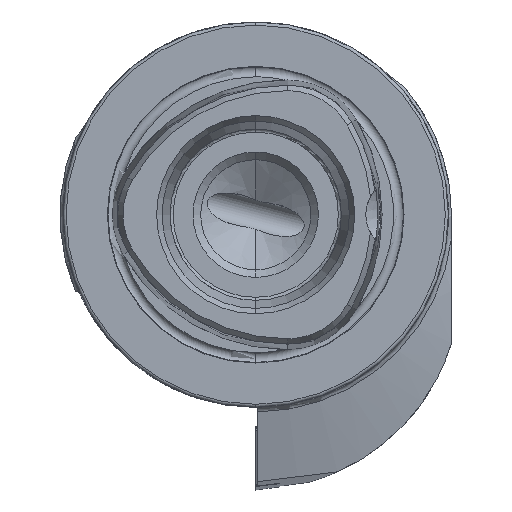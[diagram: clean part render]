
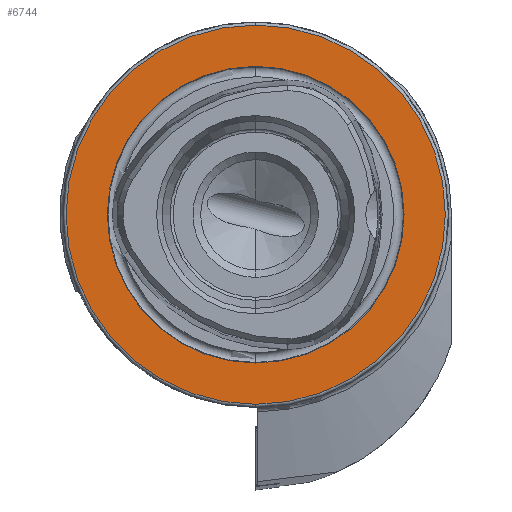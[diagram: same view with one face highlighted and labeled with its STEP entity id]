
A CAD part, left-side view. The second image highlights one B-rep face of the part: STEP entity #6744.
In plain terms, the highlighted planar face has unit normal (-1, 0, 0).
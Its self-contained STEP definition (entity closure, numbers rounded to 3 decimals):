
#46 = CARTESIAN_POINT ( 'NONE',  ( 0., 0., 0. ) ) ;
#264 = VERTEX_POINT ( 'NONE', #7242 ) ;
#466 = ORIENTED_EDGE ( 'NONE', *, *, #1529, .T. ) ;
#516 = EDGE_LOOP ( 'NONE', ( #11595, #6223 ) ) ;
#858 = FACE_BOUND ( 'NONE', #516, .T. ) ;
#980 = CIRCLE ( 'NONE', #11174, 31. ) ;
#1164 = FACE_OUTER_BOUND ( 'NONE', #2622, .T. ) ;
#1177 = DIRECTION ( 'NONE',  ( 0., 0., 1. ) ) ;
#1255 = CARTESIAN_POINT ( 'NONE',  ( 0., 0., 31. ) ) ;
#1304 = AXIS2_PLACEMENT_3D ( 'NONE', #1827, #5701, #8764 ) ;
#1529 = EDGE_CURVE ( 'NONE', #5303, #11107, #7600, .T. ) ;
#1551 = DIRECTION ( 'NONE',  ( 0., 0., 1. ) ) ;
#1749 = CARTESIAN_POINT ( 'NONE',  ( 0., 0., 24.25 ) ) ;
#1827 = CARTESIAN_POINT ( 'NONE',  ( 0., 0., 0. ) ) ;
#2622 = EDGE_LOOP ( 'NONE', ( #7719, #466 ) ) ;
#3774 = CARTESIAN_POINT ( 'NONE',  ( 0., 0., 0. ) ) ;
#4023 = DIRECTION ( 'NONE',  ( -1., 0., 0. ) ) ;
#4309 = AXIS2_PLACEMENT_3D ( 'NONE', #6694, #7470, #1551 ) ;
#4461 = AXIS2_PLACEMENT_3D ( 'NONE', #46, #4023, #8006 ) ;
#4871 = PLANE ( 'NONE',  #10811 ) ;
#5303 = VERTEX_POINT ( 'NONE', #6993 ) ;
#5701 = DIRECTION ( 'NONE',  ( -1., 0., 0. ) ) ;
#6223 = ORIENTED_EDGE ( 'NONE', *, *, #10034, .F. ) ;
#6694 = CARTESIAN_POINT ( 'NONE',  ( 0., 0., 0. ) ) ;
#6744 = ADVANCED_FACE ( 'NONE', ( #858, #1164 ), #4871, .F. ) ;
#6876 = CARTESIAN_POINT ( 'NONE',  ( 0., 24.25, 0. ) ) ;
#6993 = CARTESIAN_POINT ( 'NONE',  ( 0., 0., -31. ) ) ;
#7172 = VERTEX_POINT ( 'NONE', #1749 ) ;
#7242 = CARTESIAN_POINT ( 'NONE',  ( 0., 0., -24.25 ) ) ;
#7470 = DIRECTION ( 'NONE',  ( -1., 0., 0. ) ) ;
#7600 = CIRCLE ( 'NONE', #1304, 31. ) ;
#7719 = ORIENTED_EDGE ( 'NONE', *, *, #8125, .T. ) ;
#7724 = CIRCLE ( 'NONE', #4461, 24.25 ) ;
#8006 = DIRECTION ( 'NONE',  ( 0., 0., 1. ) ) ;
#8125 = EDGE_CURVE ( 'NONE', #11107, #5303, #980, .T. ) ;
#8764 = DIRECTION ( 'NONE',  ( 0., 0., 1. ) ) ;
#10034 = EDGE_CURVE ( 'NONE', #264, #7172, #7724, .T. ) ;
#10612 = DIRECTION ( 'NONE',  ( -1., 0., 0. ) ) ;
#10750 = DIRECTION ( 'NONE',  ( 1., 0., 0. ) ) ;
#10786 = DIRECTION ( 'NONE',  ( 0., 0., -1. ) ) ;
#10811 = AXIS2_PLACEMENT_3D ( 'NONE', #6876, #10750, #10786 ) ;
#11035 = CIRCLE ( 'NONE', #4309, 24.25 ) ;
#11107 = VERTEX_POINT ( 'NONE', #1255 ) ;
#11174 = AXIS2_PLACEMENT_3D ( 'NONE', #3774, #10612, #1177 ) ;
#11595 = ORIENTED_EDGE ( 'NONE', *, *, #11764, .F. ) ;
#11764 = EDGE_CURVE ( 'NONE', #7172, #264, #11035, .T. ) ;
